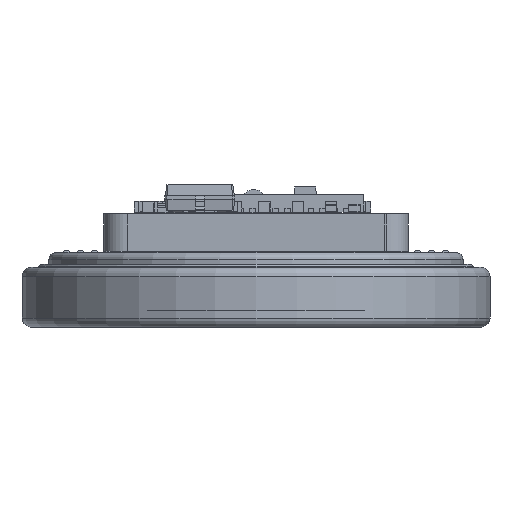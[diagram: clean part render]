
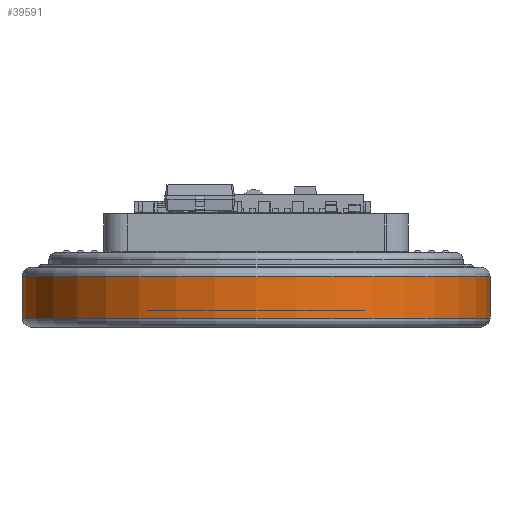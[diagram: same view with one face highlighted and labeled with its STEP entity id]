
A CAD part, front view. The second image highlights one B-rep face of the part: STEP entity #39591.
In plain terms, the highlighted cylindrical face has radius 10 mm (diameter 20 mm), a full revolution.
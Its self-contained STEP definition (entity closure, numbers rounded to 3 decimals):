
#39591 = ADVANCED_FACE('',(#39592),#39618,.T.);
#39592 = FACE_BOUND('',#39593,.T.);
#39593 = EDGE_LOOP('',(#39594,#39603,#39610,#39617));
#39594 = ORIENTED_EDGE('',*,*,#39595,.F.);
#39595 = EDGE_CURVE('',#39596,#39596,#39598,.T.);
#39596 = VERTEX_POINT('',#39597);
#39597 = CARTESIAN_POINT('',(10.,0.,2.17));
#39598 = CIRCLE('',#39599,10.);
#39599 = AXIS2_PLACEMENT_3D('',#39600,#39601,#39602);
#39600 = CARTESIAN_POINT('',(0.,0.,2.17));
#39601 = DIRECTION('',(0.,0.,1.));
#39602 = DIRECTION('',(1.,0.,-0.));
#39603 = ORIENTED_EDGE('',*,*,#39604,.T.);
#39604 = EDGE_CURVE('',#39596,#39605,#39607,.T.);
#39605 = VERTEX_POINT('',#39606);
#39606 = CARTESIAN_POINT('',(10.,0.,0.4));
#39607 = B_SPLINE_CURVE_WITH_KNOTS('',1,(#39608,#39609),.UNSPECIFIED.,
  .F.,.F.,(2,2),(0.4,2.17),.PIECEWISE_BEZIER_KNOTS.);
#39608 = CARTESIAN_POINT('',(10.,0.,2.17));
#39609 = CARTESIAN_POINT('',(10.,0.,0.4));
#39610 = ORIENTED_EDGE('',*,*,#39611,.T.);
#39611 = EDGE_CURVE('',#39605,#39605,#39612,.T.);
#39612 = CIRCLE('',#39613,10.);
#39613 = AXIS2_PLACEMENT_3D('',#39614,#39615,#39616);
#39614 = CARTESIAN_POINT('',(0.,0.,0.4));
#39615 = DIRECTION('',(0.,0.,1.));
#39616 = DIRECTION('',(1.,0.,-0.));
#39617 = ORIENTED_EDGE('',*,*,#39604,.F.);
#39618 = CYLINDRICAL_SURFACE('',#39619,10.);
#39619 = AXIS2_PLACEMENT_3D('',#39620,#39621,#39622);
#39620 = CARTESIAN_POINT('',(0.,0.,2.57));
#39621 = DIRECTION('',(0.,0.,-1.));
#39622 = DIRECTION('',(-1.,0.,0.));
